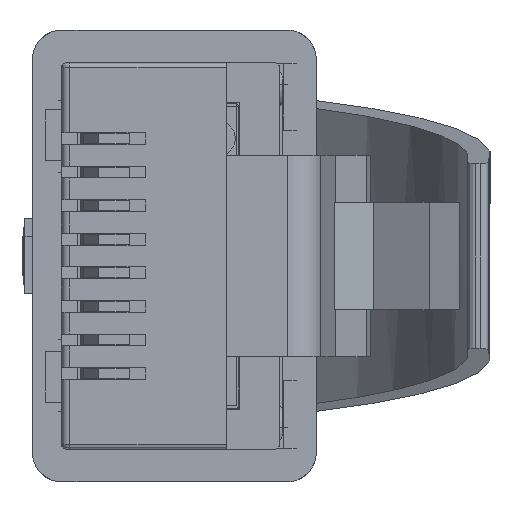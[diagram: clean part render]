
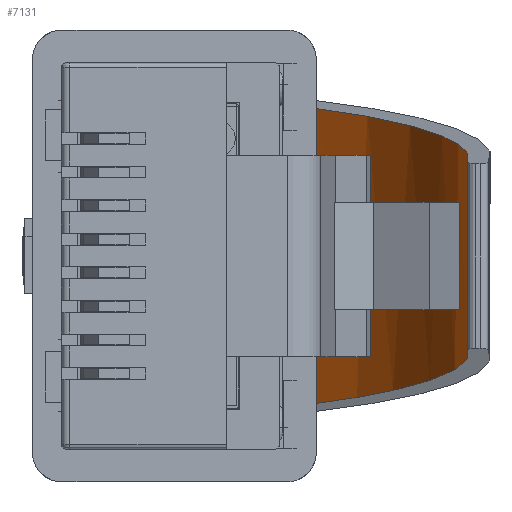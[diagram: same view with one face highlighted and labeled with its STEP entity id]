
A CAD part, left-side view. The second image highlights one B-rep face of the part: STEP entity #7131.
In plain terms, the highlighted cylindrical face has radius 12.7 mm (diameter 25.4 mm), a partial arc.
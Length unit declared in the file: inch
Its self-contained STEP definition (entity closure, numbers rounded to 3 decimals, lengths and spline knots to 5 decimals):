
#920 = EDGE_CURVE ( 'NONE', #17280, #21002, #16322, .T. ) ;
#1031 = VECTOR ( 'NONE', #14356, 39.37008 ) ;
#2625 = DIRECTION ( 'NONE',  ( -1., 0., 0. ) ) ;
#3289 = CARTESIAN_POINT ( 'NONE',  ( -0.17563, 0.169, 0.06 ) ) ;
#3455 = CARTESIAN_POINT ( 'NONE',  ( 0.185, 0.34896, 0.39906 ) ) ;
#4096 = CARTESIAN_POINT ( 'NONE',  ( -0.12265, 0.34896, 0.39906 ) ) ;
#4131 = EDGE_CURVE ( 'NONE', #16054, #21002, #10810, .T. ) ;
#4510 = CARTESIAN_POINT ( 'NONE',  ( 0.185, 0.169, 0.06 ) ) ;
#6882 = DIRECTION ( 'NONE',  ( -1., 0., 0. ) ) ;
#7007 = CARTESIAN_POINT ( 'NONE',  ( 0.185, -0.14884, 0.44598 ) ) ;
#7131 = ADVANCED_FACE ( 'NONE', ( #15537 ), #17823, .F. ) ;
#7222 = ORIENTED_EDGE ( 'NONE', *, *, #920, .F. ) ;
#8238 = CARTESIAN_POINT ( 'NONE',  ( 0.17562, 0.169, 0.06 ) ) ;
#8375 = VECTOR ( 'NONE', #2625, 39.37008 ) ;
#10154 = CARTESIAN_POINT ( 'NONE',  ( 0.12265, 0.34896, 0.39906 ) ) ;
#10524 = CARTESIAN_POINT ( 'NONE',  ( -0.16223, 0.27309, 0.14571 ) ) ;
#10810 = LINE ( 'NONE', #3455, #1031 ) ;
#10986 = CARTESIAN_POINT ( 'NONE',  ( -0.12265, 0.34896, 0.39906 ) ) ;
#12789 = EDGE_CURVE ( 'NONE', #19156, #17280, #14951, .T. ) ;
#13083 = ORIENTED_EDGE ( 'NONE', *, *, #4131, .T. ) ;
#13429 = CARTESIAN_POINT ( 'NONE',  ( -0.17563, 0.169, 0.06 ) ) ;
#13762 = DIRECTION ( 'NONE',  ( 0., 0., 1. ) ) ;
#14356 = DIRECTION ( 'NONE',  ( -1., 0., 0. ) ) ;
#14507 = EDGE_CURVE ( 'NONE', #16054, #19156, #20169, .T. ) ;
#14951 = LINE ( 'NONE', #4510, #8375 ) ;
#15537 = FACE_OUTER_BOUND ( 'NONE', #22529, .T. ) ;
#16054 = VERTEX_POINT ( 'NONE', #22927 ) ;
#16322 =( BOUNDED_CURVE ( )  B_SPLINE_CURVE ( 3, ( #3289, #10524, #16456, #10986 ),
 .UNSPECIFIED., .F., .F. ) 
 B_SPLINE_CURVE_WITH_KNOTS ( ( 4, 4 ),
 ( 0.68888, 1.47683 ),
 .UNSPECIFIED. ) 
 CURVE ( )  GEOMETRIC_REPRESENTATION_ITEM ( )  RATIONAL_B_SPLINE_CURVE ( ( 1., 0.949, 0.949, 1. ) ) 
 REPRESENTATION_ITEM ( '' )  );
#16456 = CARTESIAN_POINT ( 'NONE',  ( -0.14362, 0.3363, 0.26482 ) ) ;
#17280 = VERTEX_POINT ( 'NONE', #13429 ) ;
#17288 = ORIENTED_EDGE ( 'NONE', *, *, #14507, .F. ) ;
#17399 = CARTESIAN_POINT ( 'NONE',  ( 0.14362, 0.3363, 0.26482 ) ) ;
#17823 = CYLINDRICAL_SURFACE ( 'NONE', #22910, 0.5 ) ;
#19156 = VERTEX_POINT ( 'NONE', #8238 ) ;
#20169 =( BOUNDED_CURVE ( )  B_SPLINE_CURVE ( 3, ( #10154, #17399, #22865, #23465 ),
 .UNSPECIFIED., .F., .F. ) 
 B_SPLINE_CURVE_WITH_KNOTS ( ( 4, 4 ),
 ( 1.66477, 2.45271 ),
 .UNSPECIFIED. ) 
 CURVE ( )  GEOMETRIC_REPRESENTATION_ITEM ( )  RATIONAL_B_SPLINE_CURVE ( ( 1., 0.949, 0.949, 1. ) ) 
 REPRESENTATION_ITEM ( '' )  );
#20803 = ORIENTED_EDGE ( 'NONE', *, *, #12789, .F. ) ;
#21002 = VERTEX_POINT ( 'NONE', #4096 ) ;
#22529 = EDGE_LOOP ( 'NONE', ( #7222, #20803, #17288, #13083 ) ) ;
#22865 = CARTESIAN_POINT ( 'NONE',  ( 0.16223, 0.27309, 0.14571 ) ) ;
#22910 = AXIS2_PLACEMENT_3D ( 'NONE', #7007, #6882, #13762 ) ;
#22927 = CARTESIAN_POINT ( 'NONE',  ( 0.12265, 0.34896, 0.39906 ) ) ;
#23465 = CARTESIAN_POINT ( 'NONE',  ( 0.17562, 0.169, 0.06 ) ) ;
